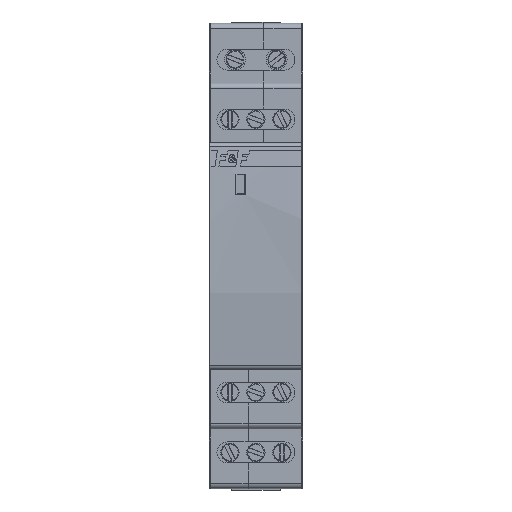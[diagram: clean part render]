
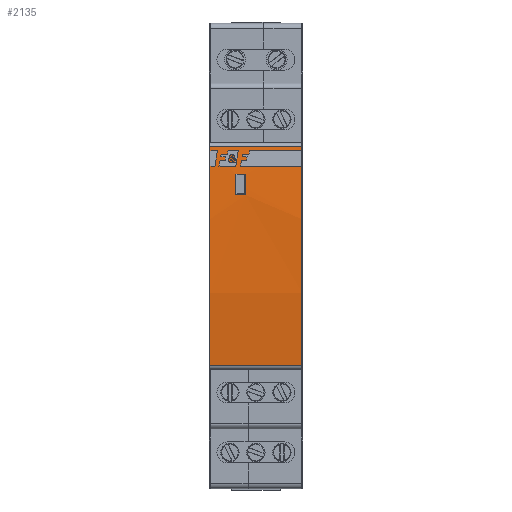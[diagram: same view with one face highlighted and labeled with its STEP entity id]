
A CAD part, front view. The second image highlights one B-rep face of the part: STEP entity #2135.
In plain terms, the highlighted cylindrical face has radius 180.874 mm (diameter 361.747 mm), a partial arc.
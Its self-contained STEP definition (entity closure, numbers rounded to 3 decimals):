
#2135=ADVANCED_FACE('',(#5205,#5207),#5209,.T.);
#5205=FACE_BOUND('',#5206,.T.);
#5206=EDGE_LOOP('',(#9044,#9045,#9046,#9047));
#5207=FACE_BOUND('',#5208,.T.);
#5208=EDGE_LOOP('',(#9048,#9049,#9050,#9051));
#5209=CYLINDRICAL_SURFACE('',#5210,180.874);
#5210=AXIS2_PLACEMENT_3D('',#5211,#5212,#5213);
#5211=CARTESIAN_POINT('',(0.,177.971,0.25));
#5212=DIRECTION('',(1.,0.,0.));
#5213=DIRECTION('',(0.,-0.993,0.12));
#9044=ORIENTED_EDGE('',*,*,#11360,.F.);
#9045=ORIENTED_EDGE('',*,*,#11361,.F.);
#9046=ORIENTED_EDGE('',*,*,#11362,.T.);
#9047=ORIENTED_EDGE('',*,*,#11363,.T.);
#9048=ORIENTED_EDGE('',*,*,#11364,.T.);
#9049=ORIENTED_EDGE('',*,*,#11365,.T.);
#9050=ORIENTED_EDGE('',*,*,#11366,.T.);
#9051=ORIENTED_EDGE('',*,*,#11367,.T.);
#11360=EDGE_CURVE('',#13578,#13579,#13580,.T.);
#11361=EDGE_CURVE('',#13581,#13578,#13582,.T.);
#11362=EDGE_CURVE('',#13581,#13583,#13584,.T.);
#11363=EDGE_CURVE('',#13583,#13579,#13585,.T.);
#11364=EDGE_CURVE('',#13586,#13587,#13588,.T.);
#11365=EDGE_CURVE('',#13587,#13589,#13590,.F.);
#11366=EDGE_CURVE('',#13589,#13591,#13592,.F.);
#11367=EDGE_CURVE('',#13591,#13586,#13593,.T.);
#13578=VERTEX_POINT('',#18220);
#13579=VERTEX_POINT('',#18221);
#13580=CIRCLE('',#18222,180.874);
#13581=VERTEX_POINT('',#18226);
#13582=LINE('',#18227,#18228);
#13583=VERTEX_POINT('',#18230);
#13584=CIRCLE('',#18231,180.874);
#13585=LINE('',#18235,#18236);
#13586=VERTEX_POINT('',#18238);
#13587=VERTEX_POINT('',#18239);
#13588=CIRCLE('',#18240,180.874);
#13589=VERTEX_POINT('',#18244);
#13590=LINE('',#18245,#18246);
#13591=VERTEX_POINT('',#18248);
#13592=CIRCLE('',#18249,180.874);
#13593=LINE('',#18253,#18254);
#18220=CARTESIAN_POINT('',(17.85,-1.664,21.382));
#18221=CARTESIAN_POINT('',(17.85,-1.664,-20.882));
#18222=AXIS2_PLACEMENT_3D('',#18223,#18224,#18225);
#18223=CARTESIAN_POINT('',(17.85,177.971,0.25));
#18224=DIRECTION('',(1.,0.,0.));
#18225=DIRECTION('',(0.,-0.993,0.117));
#18226=CARTESIAN_POINT('',(0.15,-1.664,21.382));
#18227=CARTESIAN_POINT('',(0.15,-1.664,21.382));
#18228=VECTOR('',#18229,1.);
#18229=DIRECTION('',(1.,0.,0.));
#18230=CARTESIAN_POINT('',(0.15,-1.664,-20.882));
#18231=AXIS2_PLACEMENT_3D('',#18232,#18233,#18234);
#18232=CARTESIAN_POINT('',(0.15,177.971,0.25));
#18233=DIRECTION('',(1.,0.,0.));
#18234=DIRECTION('',(0.,-0.993,0.117));
#18235=CARTESIAN_POINT('',(0.15,-1.664,-20.882));
#18236=VECTOR('',#18237,1.);
#18237=DIRECTION('',(1.,0.,0.));
#18238=CARTESIAN_POINT('',(7.,-2.216,16.));
#18239=CARTESIAN_POINT('',(7.,-2.521,12.));
#18240=AXIS2_PLACEMENT_3D('',#18241,#18242,#18243);
#18241=CARTESIAN_POINT('',(7.,177.971,0.25));
#18242=DIRECTION('',(1.,0.,0.));
#18243=DIRECTION('',(0.,-0.996,0.087));
#18244=CARTESIAN_POINT('',(5.,-2.521,12.));
#18245=CARTESIAN_POINT('',(5.,-2.521,12.));
#18246=VECTOR('',#18247,1.);
#18247=DIRECTION('',(1.,0.,0.));
#18248=CARTESIAN_POINT('',(5.,-2.216,16.));
#18249=AXIS2_PLACEMENT_3D('',#18250,#18251,#18252);
#18250=CARTESIAN_POINT('',(5.,177.971,0.25));
#18251=DIRECTION('',(1.,0.,0.));
#18252=DIRECTION('',(0.,-0.996,0.087));
#18253=CARTESIAN_POINT('',(5.,-2.216,16.));
#18254=VECTOR('',#18255,1.);
#18255=DIRECTION('',(1.,0.,0.));
